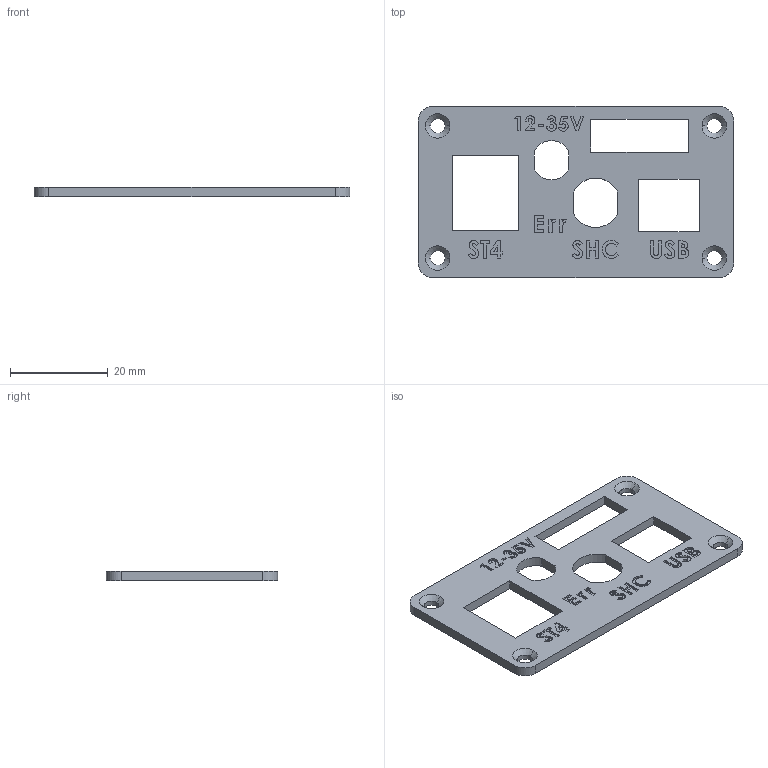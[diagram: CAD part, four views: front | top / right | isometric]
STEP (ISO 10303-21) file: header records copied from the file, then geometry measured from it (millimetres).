
FILE_DESCRIPTION (( 'STEP AP203' ), '1' );
FILE_NAME ('111 tiny-front.STEP', '2023-12-21T13:33:35', ( 'a' ), ( '' ), 'SwSTEP 2.0', 'SolidWorks 2017', '' );
FILE_SCHEMA (( 'CONFIG_CONTROL_DESIGN' ));
Length unit declared in the file: millimetre
Products named in the file (1): 111 tiny-front
Bounding box: 64.5 x 35 x 2 mm (x, y, z)
Volume: 3207.1 mm3; surface area: 4190.8 mm2
Topology: 1 solids, 1 shells, 282 faces, 769 edges, 510 vertices
Faces by surface type: plane 160, bspline 98, cylinder 16, cone 8
Entity records: 13714 total; most frequent: CARTESIAN_POINT 7100, ORIENTED_EDGE 1538, DIRECTION 983, EDGE_CURVE 769, VECTOR 533, LINE 533, VERTEX_POINT 510, EDGE_LOOP 321
